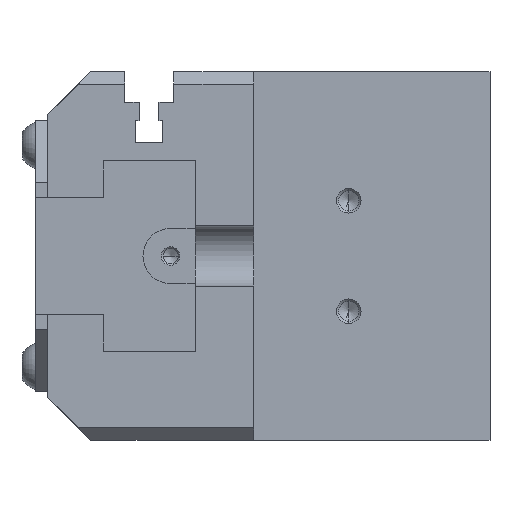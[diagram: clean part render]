
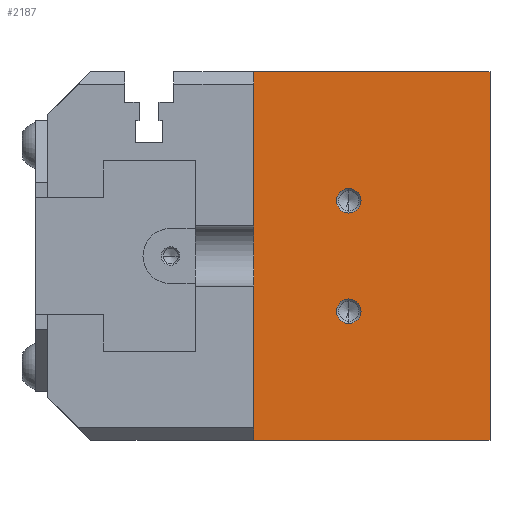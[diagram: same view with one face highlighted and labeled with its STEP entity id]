
A CAD part, left-side view. The second image highlights one B-rep face of the part: STEP entity #2187.
In plain terms, the highlighted planar face has unit normal (-1, 0, 0).
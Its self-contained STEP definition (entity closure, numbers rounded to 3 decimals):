
#1907 = VERTEX_POINT( '', #5333 );
#2017 = VERTEX_POINT( '', #5452 );
#2087 = EDGE_CURVE( '', #2469, #3909, #5532, .T. );
#2187 = ADVANCED_FACE( '', ( #5637, #5638, #5639 ), #5640, .F. );
#2279 = VERTEX_POINT( '', #5743 );
#2401 = EDGE_CURVE( '', #2531, #3909, #5880, .T. );
#2469 = VERTEX_POINT( '', #5956 );
#2531 = VERTEX_POINT( '', #6023 );
#3005 = VERTEX_POINT( '', #6542 );
#3387 = EDGE_CURVE( '', #3439, #3005, #6965, .T. );
#3405 = EDGE_CURVE( '', #3005, #3439, #6985, .T. );
#3439 = VERTEX_POINT( '', #7024 );
#3909 = VERTEX_POINT( '', #7543 );
#4021 = EDGE_CURVE( '', #1907, #2017, #7673, .T. );
#4467 = EDGE_CURVE( '', #2279, #4977, #8165, .T. );
#4585 = EDGE_CURVE( '', #1907, #2469, #8304, .T. );
#4887 = EDGE_CURVE( '', #2017, #2531, #8636, .T. );
#4977 = VERTEX_POINT( '', #8735 );
#5083 = EDGE_CURVE( '', #4977, #2279, #8852, .T. );
#5333 = CARTESIAN_POINT( '', ( -52.5, 38.5, 30. ) );
#5452 = CARTESIAN_POINT( '', ( -52.5, 0., 30. ) );
#5532 = LINE( '', #9649, #9650 );
#5637 = FACE_BOUND( '', #9793, .T. );
#5638 = FACE_BOUND( '', #9794, .T. );
#5639 = FACE_OUTER_BOUND( '', #9795, .T. );
#5640 = PLANE( '', #9796 );
#5743 = CARTESIAN_POINT( '', ( -52.5, 23., 11. ) );
#5880 = LINE( '', #10158, #10159 );
#5956 = CARTESIAN_POINT( '', ( -52.5, 38.5, 0. ) );
#6023 = CARTESIAN_POINT( '', ( -52.5, 0., -30. ) );
#6542 = CARTESIAN_POINT( '', ( -52.5, 23., -7. ) );
#6965 = CIRCLE( '', #11928, 2. );
#6985 = CIRCLE( '', #11957, 2. );
#7024 = CARTESIAN_POINT( '', ( -52.5, 23., -11. ) );
#7543 = CARTESIAN_POINT( '', ( -52.5, 38.5, -30. ) );
#7673 = LINE( '', #13035, #13036 );
#8165 = CIRCLE( '', #13740, 2. );
#8304 = LINE( '', #13920, #13921 );
#8636 = LINE( '', #14467, #14468 );
#8735 = CARTESIAN_POINT( '', ( -52.5, 23., 7. ) );
#8852 = CIRCLE( '', #14798, 2. );
#9649 = CARTESIAN_POINT( '', ( -52.5, 38.5, 30. ) );
#9650 = VECTOR( '', #15299, 1. );
#9793 = EDGE_LOOP( '', ( #15389, #15390 ) );
#9794 = EDGE_LOOP( '', ( #15391, #15392 ) );
#9795 = EDGE_LOOP( '', ( #15393, #15394, #15395, #15396, #15397 ) );
#9796 = AXIS2_PLACEMENT_3D( '', #15398, #15399, #15400 );
#10158 = CARTESIAN_POINT( '', ( -52.5, 0., -30. ) );
#10159 = VECTOR( '', #15734, 1. );
#11928 = AXIS2_PLACEMENT_3D( '', #16902, #16903, #16904 );
#11957 = AXIS2_PLACEMENT_3D( '', #16930, #16931, #16932 );
#13035 = CARTESIAN_POINT( '', ( -52.5, 32.5, 30. ) );
#13036 = VECTOR( '', #17839, 1. );
#13740 = AXIS2_PLACEMENT_3D( '', #18345, #18346, #18347 );
#13920 = CARTESIAN_POINT( '', ( -52.5, 38.5, 30. ) );
#13921 = VECTOR( '', #18538, 1. );
#14467 = CARTESIAN_POINT( '', ( -52.5, 0., 30. ) );
#14468 = VECTOR( '', #18861, 1. );
#14798 = AXIS2_PLACEMENT_3D( '', #19096, #19097, #19098 );
#15299 = DIRECTION( '', ( 0., 0., -1. ) );
#15389 = ORIENTED_EDGE( '', *, *, #3387, .T. );
#15390 = ORIENTED_EDGE( '', *, *, #3405, .T. );
#15391 = ORIENTED_EDGE( '', *, *, #5083, .T. );
#15392 = ORIENTED_EDGE( '', *, *, #4467, .T. );
#15393 = ORIENTED_EDGE( '', *, *, #2087, .T. );
#15394 = ORIENTED_EDGE( '', *, *, #2401, .F. );
#15395 = ORIENTED_EDGE( '', *, *, #4887, .F. );
#15396 = ORIENTED_EDGE( '', *, *, #4021, .F. );
#15397 = ORIENTED_EDGE( '', *, *, #4585, .T. );
#15398 = CARTESIAN_POINT( '', ( -52.5, 0., 30. ) );
#15399 = DIRECTION( '', ( 1., 0., 0. ) );
#15400 = DIRECTION( '', ( 0., -1., 0. ) );
#15734 = DIRECTION( '', ( 0., 1., 0. ) );
#16902 = CARTESIAN_POINT( '', ( -52.5, 23., -9. ) );
#16903 = DIRECTION( '', ( 1., 0., 0. ) );
#16904 = DIRECTION( '', ( 0., 0., -1. ) );
#16930 = CARTESIAN_POINT( '', ( -52.5, 23., -9. ) );
#16931 = DIRECTION( '', ( 1., 0., 0. ) );
#16932 = DIRECTION( '', ( 0., 0., -1. ) );
#17839 = DIRECTION( '', ( 0., -1., 0. ) );
#18345 = CARTESIAN_POINT( '', ( -52.5, 23., 9. ) );
#18346 = DIRECTION( '', ( 1., 0., 0. ) );
#18347 = DIRECTION( '', ( 0., 0., -1. ) );
#18538 = DIRECTION( '', ( 0., 0., -1. ) );
#18861 = DIRECTION( '', ( 0., 0., -1. ) );
#19096 = CARTESIAN_POINT( '', ( -52.5, 23., 9. ) );
#19097 = DIRECTION( '', ( 1., 0., 0. ) );
#19098 = DIRECTION( '', ( 0., 0., -1. ) );
